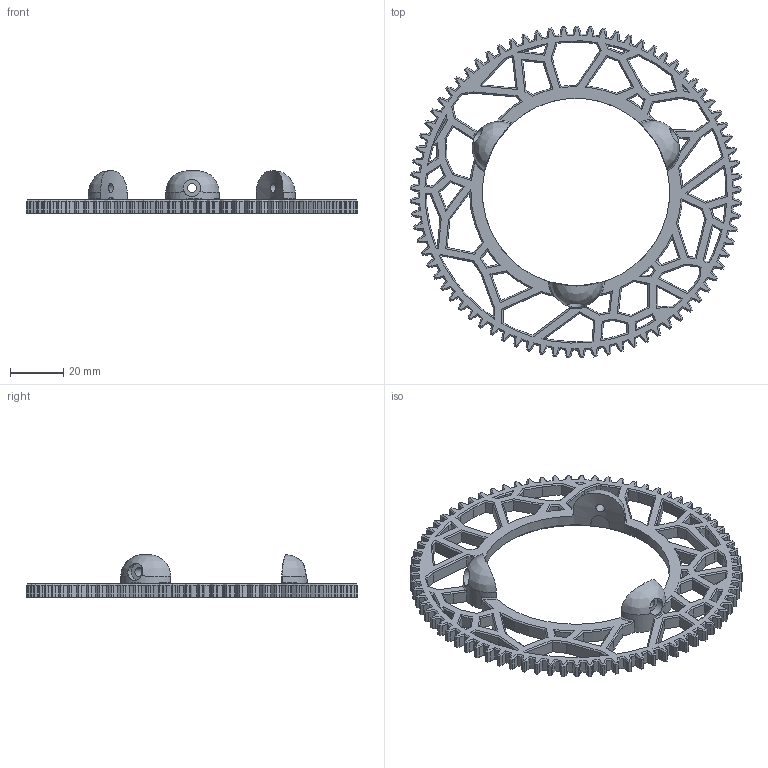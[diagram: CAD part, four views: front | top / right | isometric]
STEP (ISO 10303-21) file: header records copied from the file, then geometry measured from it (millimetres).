
FILE_DESCRIPTION(/* description */ (''),/* implementation_level */ '2;1');
FILE_NAME(/* name */ 'Fine focus wheel.step',/* time_stamp */ '2025-11-27T20:22:21+01:00',/* author */ (''),/* organization */ (''),/* preprocessor_version */ 'ST-DEVELOPER v20.1',/* originating_system */ 'Autodesk Translation Framework v14.21.0.0',/* authorisation */ '');
FILE_SCHEMA (('AUTOMOTIVE_DESIGN { 1 0 10303 214 3 1 1 }'));
Length unit declared in the file: millimetre
Products named in the file (1): 2025-11-15-19-10-12-468
Bounding box: 124.62 x 124.61 x 16 mm (x, y, z)
Volume: 25883.6 mm3; surface area: 21251.4 mm2
Topology: 1 solids, 1 shells, 1408 faces, 3577 edges, 2164 vertices
Faces by surface type: plane 1343, cone 32, cylinder 30, bspline 3
Full cylindrical faces by diameter (mm): 3.384 x3, 6.471 x3, 70.367 x1
Entity records: 41304 total; most frequent: CARTESIAN_POINT 7776, ORIENTED_EDGE 7154, DIRECTION 6401, EDGE_CURVE 3577, LINE 3357, VECTOR 3357, VERTEX_POINT 2164, AXIS2_PLACEMENT_3D 1522
